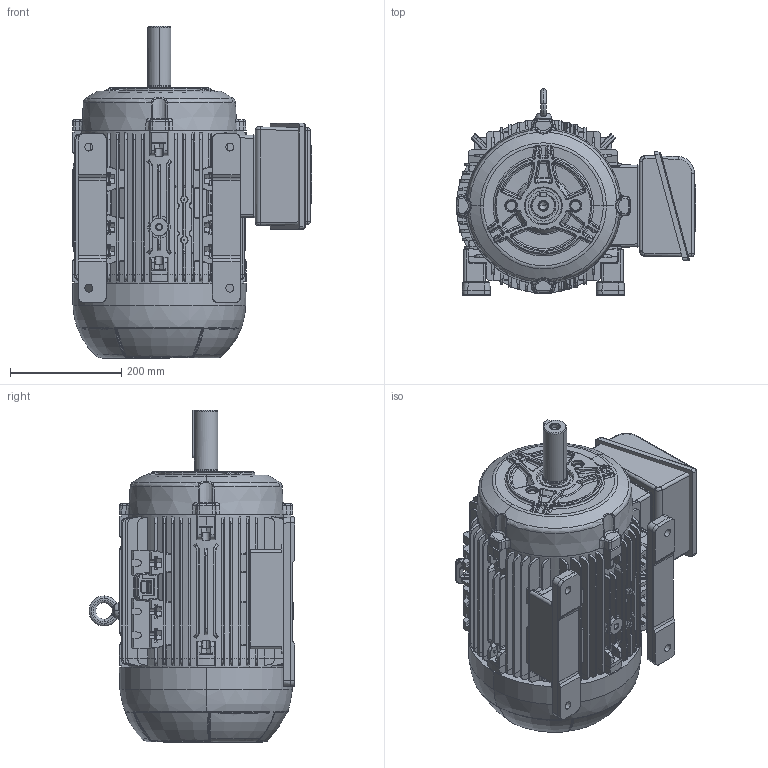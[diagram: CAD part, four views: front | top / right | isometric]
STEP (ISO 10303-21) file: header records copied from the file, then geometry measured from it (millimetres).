
FILE_DESCRIPTION (( 'STEP AP203' ), '1' );
FILE_NAME ('160ML_CP_ST_LEFT.STEP', '2024-07-29T16:42:48', ( '' ), ( '' ), 'SwSTEP 2.0', 'SolidWorks 2020', '' );
FILE_SCHEMA (( 'CONFIG_CONTROL_DESIGN' ));
Length unit declared in the file: millimetre
Products named in the file (12): 105012100; 160ML_CP_ST_LEFT; 105032 DIN6885 AB - ABNT C_10.5032.049; 105035270_casca_50.5307.114; 105006204-205_casca_50.5307.124 (M); 105006202_casca_USINADO; 105030278_casca; 105035281_casca_50.5307.142; 105006203_casca_Usinado; 105035280_casca_50.5307.143; Eixo IEC160 2P_casca_50.5342.002; 105033082_�40
Assembly tree (11 placements, depth 2):
  160ML_CP_ST_LEFT
    Eixo IEC160 2P_casca_50.5342.002
    105033082_�40
    105030278_casca
    105012100
    105032 DIN6885 AB - ABNT C_10.5032.049
    105035280_casca_50.5307.143
    105035281_casca_50.5307.142
    105035270_casca_50.5307.114
    105006204-205_casca_50.5307.124 (M)
    105006202_casca_USINADO
    105006203_casca_Usinado
Bounding box: 431.19 x 370.98 x 598 mm (x, y, z)
Volume: 37078774.5 mm3; surface area: 1692831.9 mm2
Topology: 11 solids, 14 shells, 3676 faces, 9619 edges, 6049 vertices
Faces by surface type: plane 1506, cylinder 1042, bspline 576, cone 306, torus 192, sphere 54
Entity records: 135177 total; most frequent: CARTESIAN_POINT 51399, ORIENTED_EDGE 19218, DIRECTION 14975, EDGE_CURVE 9609, VERTEX_POINT 6049, AXIS2_PLACEMENT_3D 5085, VECTOR 4805, LINE 4805
